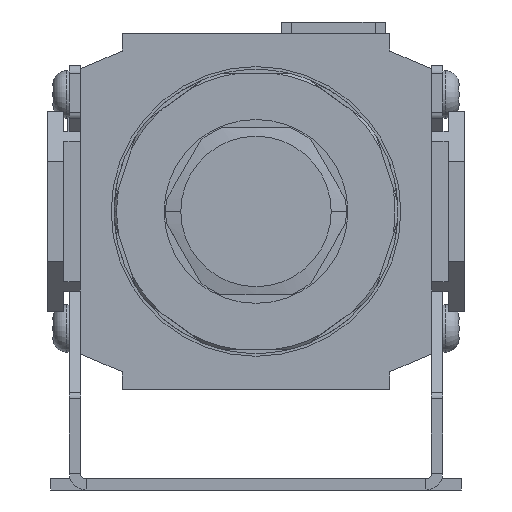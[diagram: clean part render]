
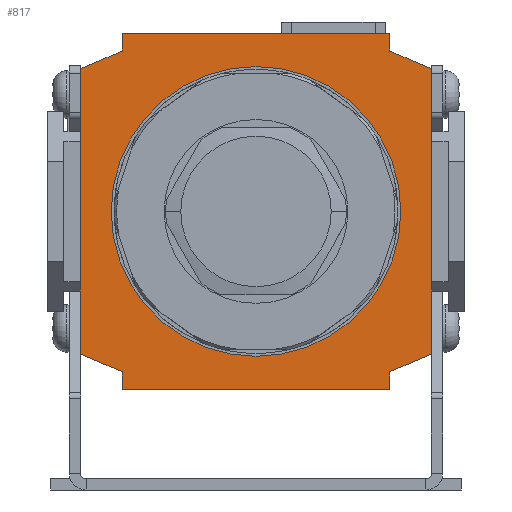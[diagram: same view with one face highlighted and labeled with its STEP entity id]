
A CAD part, front view. The second image highlights one B-rep face of the part: STEP entity #817.
In plain terms, the highlighted planar face has unit normal (0, -1, 0).
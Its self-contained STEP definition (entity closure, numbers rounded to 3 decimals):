
#302 = FACE_OUTER_BOUND ( 'NONE', #2956, .T. ) ;
#427 = EDGE_CURVE ( 'NONE', #8910, #4974, #7034, .T. ) ;
#434 = CARTESIAN_POINT ( 'NONE',  ( -31.5, -25., 32. ) ) ;
#481 = CARTESIAN_POINT ( 'NONE',  ( -24., -25., 32. ) ) ;
#494 = CARTESIAN_POINT ( 'NONE',  ( 24., -25., -32. ) ) ;
#601 = VECTOR ( 'NONE', #9829, 1000. ) ;
#631 = CARTESIAN_POINT ( 'NONE',  ( -24., -25., -28.784 ) ) ;
#729 = LINE ( 'NONE', #7279, #3088 ) ;
#817 = ADVANCED_FACE ( 'NONE', ( #302 ), #8870, .F. ) ;
#949 = CARTESIAN_POINT ( 'NONE',  ( -24., -25., -28.784 ) ) ;
#961 = CARTESIAN_POINT ( 'NONE',  ( 31.5, -25., -32. ) ) ;
#1111 = EDGE_CURVE ( 'NONE', #4974, #11478, #7163, .T. ) ;
#1321 = CARTESIAN_POINT ( 'NONE',  ( 31.5, -25., 25.6 ) ) ;
#1538 = LINE ( 'NONE', #4431, #8794 ) ;
#2056 = LINE ( 'NONE', #4479, #9285 ) ;
#2059 = VECTOR ( 'NONE', #7589, 1000. ) ;
#2833 = ORIENTED_EDGE ( 'NONE', *, *, #10342, .F. ) ;
#2889 = VECTOR ( 'NONE', #9803, 1000. ) ;
#2956 = EDGE_LOOP ( 'NONE', ( #2833, #4071, #6189, #5307, #4258, #9119, #9850, #10539, #11061, #5132, #9744, #3685 ) ) ;
#2981 = CARTESIAN_POINT ( 'NONE',  ( 0., -25., 0. ) ) ;
#3087 = CARTESIAN_POINT ( 'NONE',  ( -31.5, -25., 25.6 ) ) ;
#3088 = VECTOR ( 'NONE', #12154, 1000. ) ;
#3287 = LINE ( 'NONE', #434, #5940 ) ;
#3371 = EDGE_CURVE ( 'NONE', #9518, #5238, #4288, .T. ) ;
#3480 = CARTESIAN_POINT ( 'NONE',  ( 24., -25., 32. ) ) ;
#3685 = ORIENTED_EDGE ( 'NONE', *, *, #3371, .F. ) ;
#3800 = CARTESIAN_POINT ( 'NONE',  ( -31.5, -25., -25.6 ) ) ;
#3980 = CARTESIAN_POINT ( 'NONE',  ( 31.5, -25., 32. ) ) ;
#3998 = DIRECTION ( 'NONE',  ( 0., 1., 0. ) ) ;
#4021 = LINE ( 'NONE', #6527, #6326 ) ;
#4071 = ORIENTED_EDGE ( 'NONE', *, *, #9051, .F. ) ;
#4258 = ORIENTED_EDGE ( 'NONE', *, *, #5312, .F. ) ;
#4288 = LINE ( 'NONE', #6717, #9171 ) ;
#4340 = CARTESIAN_POINT ( 'NONE',  ( -24., -25., -32. ) ) ;
#4431 = CARTESIAN_POINT ( 'NONE',  ( 31.5, -25., -25.6 ) ) ;
#4479 = CARTESIAN_POINT ( 'NONE',  ( -31.5, -25., 25.6 ) ) ;
#4483 = EDGE_CURVE ( 'NONE', #5752, #10180, #2056, .T. ) ;
#4565 = VECTOR ( 'NONE', #12579, 1000. ) ;
#4941 = CARTESIAN_POINT ( 'NONE',  ( 24., -25., -28.784 ) ) ;
#4974 = VERTEX_POINT ( 'NONE', #949 ) ;
#5132 = ORIENTED_EDGE ( 'NONE', *, *, #7988, .T. ) ;
#5238 = VERTEX_POINT ( 'NONE', #1321 ) ;
#5300 = LINE ( 'NONE', #6349, #12756 ) ;
#5307 = ORIENTED_EDGE ( 'NONE', *, *, #4483, .T. ) ;
#5312 = EDGE_CURVE ( 'NONE', #11478, #10180, #3287, .T. ) ;
#5452 = DIRECTION ( 'NONE',  ( -0.921, 0., -0.391 ) ) ;
#5613 = VECTOR ( 'NONE', #11784, 1000. ) ;
#5654 = VERTEX_POINT ( 'NONE', #3480 ) ;
#5752 = VERTEX_POINT ( 'NONE', #7568 ) ;
#5802 = EDGE_CURVE ( 'NONE', #7743, #5752, #5300, .T. ) ;
#5940 = VECTOR ( 'NONE', #6419, 1000. ) ;
#5939 = LINE ( 'NONE', #4941, #601 ) ;
#5988 = CARTESIAN_POINT ( 'NONE',  ( 31.5, -25., -25.6 ) ) ;
#6098 = VERTEX_POINT ( 'NONE', #8273 ) ;
#6189 = ORIENTED_EDGE ( 'NONE', *, *, #5802, .T. ) ;
#6326 = VECTOR ( 'NONE', #9445, 1000. ) ;
#6349 = CARTESIAN_POINT ( 'NONE',  ( -24., -25., 28.784 ) ) ;
#6419 = DIRECTION ( 'NONE',  ( 0., 0., 1. ) ) ;
#6527 = CARTESIAN_POINT ( 'NONE',  ( 31.5, -25., 32. ) ) ;
#6717 = CARTESIAN_POINT ( 'NONE',  ( 31.5, -25., 25.6 ) ) ;
#6977 = VERTEX_POINT ( 'NONE', #494 ) ;
#7034 = LINE ( 'NONE', #631, #2059 ) ;
#7163 = LINE ( 'NONE', #3800, #4565 ) ;
#7205 = AXIS2_PLACEMENT_3D ( 'NONE', #2981, #3998, #10827 ) ;
#7279 = CARTESIAN_POINT ( 'NONE',  ( 24., -25., 28.784 ) ) ;
#7319 = CARTESIAN_POINT ( 'NONE',  ( 24., -25., 28.784 ) ) ;
#7568 = CARTESIAN_POINT ( 'NONE',  ( -24., -25., 28.784 ) ) ;
#7589 = DIRECTION ( 'NONE',  ( 0., 0., 1. ) ) ;
#7743 = VERTEX_POINT ( 'NONE', #481 ) ;
#7988 = EDGE_CURVE ( 'NONE', #6098, #11941, #1538, .T. ) ;
#8126 = LINE ( 'NONE', #961, #2889 ) ;
#8273 = CARTESIAN_POINT ( 'NONE',  ( 24., -25., -28.784 ) ) ;
#8794 = VECTOR ( 'NONE', #9279, 1000. ) ;
#8870 = PLANE ( 'NONE',  #7205 ) ;
#8910 = VERTEX_POINT ( 'NONE', #4340 ) ;
#9043 = CARTESIAN_POINT ( 'NONE',  ( -31.5, -25., -25.6 ) ) ;
#9051 = EDGE_CURVE ( 'NONE', #7743, #5654, #4021, .T. ) ;
#9119 = ORIENTED_EDGE ( 'NONE', *, *, #1111, .F. ) ;
#9171 = VECTOR ( 'NONE', #12567, 1000. ) ;
#9279 = DIRECTION ( 'NONE',  ( 0.921, 0., 0.391 ) ) ;
#9285 = VECTOR ( 'NONE', #5452, 1000. ) ;
#9291 = EDGE_CURVE ( 'NONE', #6977, #6098, #5939, .T. ) ;
#9307 = EDGE_CURVE ( 'NONE', #5238, #11941, #11096, .T. ) ;
#9445 = DIRECTION ( 'NONE',  ( 1., 0., 0. ) ) ;
#9518 = VERTEX_POINT ( 'NONE', #7319 ) ;
#9744 = ORIENTED_EDGE ( 'NONE', *, *, #9307, .F. ) ;
#9803 = DIRECTION ( 'NONE',  ( -1., 0., 0. ) ) ;
#9829 = DIRECTION ( 'NONE',  ( 0., 0., 1. ) ) ;
#9850 = ORIENTED_EDGE ( 'NONE', *, *, #427, .F. ) ;
#10180 = VERTEX_POINT ( 'NONE', #3087 ) ;
#10342 = EDGE_CURVE ( 'NONE', #5654, #9518, #729, .T. ) ;
#10539 = ORIENTED_EDGE ( 'NONE', *, *, #11906, .F. ) ;
#10827 = DIRECTION ( 'NONE',  ( 0., 0., 1. ) ) ;
#11061 = ORIENTED_EDGE ( 'NONE', *, *, #9291, .T. ) ;
#11096 = LINE ( 'NONE', #3980, #5613 ) ;
#11182 = DIRECTION ( 'NONE',  ( 0., 0., -1. ) ) ;
#11478 = VERTEX_POINT ( 'NONE', #9043 ) ;
#11784 = DIRECTION ( 'NONE',  ( 0., 0., -1. ) ) ;
#11906 = EDGE_CURVE ( 'NONE', #6977, #8910, #8126, .T. ) ;
#11941 = VERTEX_POINT ( 'NONE', #5988 ) ;
#12154 = DIRECTION ( 'NONE',  ( 0., 0., -1. ) ) ;
#12567 = DIRECTION ( 'NONE',  ( 0.921, 0., -0.391 ) ) ;
#12579 = DIRECTION ( 'NONE',  ( -0.921, 0., 0.391 ) ) ;
#12756 = VECTOR ( 'NONE', #11182, 1000. ) ;
